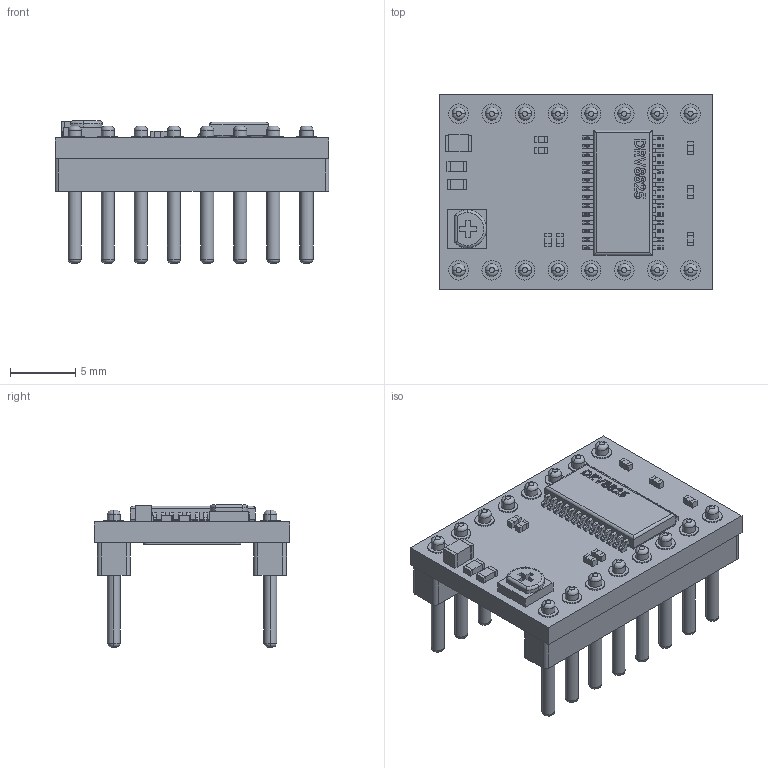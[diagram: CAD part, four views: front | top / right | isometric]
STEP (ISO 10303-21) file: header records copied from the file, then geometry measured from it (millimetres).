
FILE_DESCRIPTION (( 'STEP AP214' ), '1' );
FILE_NAME ('DRV 8825 With Headers Assem.STEP', '2018-10-21T18:50:06', ( '' ), ( '' ), 'SwSTEP 2.0', 'SolidWorks 2018', '' );
FILE_SCHEMA (( 'AUTOMOTIVE_DESIGN' ));
Length unit declared in the file: millimetre
Products named in the file (8): 8 pin Header; SMD Pot; 0603 Resistor; DRV 8825 With Headers Assem; DRV8825 IC; PCB; 0402 Resistor; 0805 Capacitor
Assembly tree (15 placements, depth 2):
  DRV 8825 With Headers Assem
    PCB
    SMD Pot
    0603 Resistor  x2
    0805 Capacitor
    0402 Resistor  x7
    DRV8825 IC
    8 pin Header  x2
Bounding box: 21 x 15 x 10.9 mm (x, y, z)
Volume: 922.1 mm3; surface area: 1939.1 mm2
Topology: 15 solids, 15 shells, 1130 faces, 2841 edges, 1850 vertices
Faces by surface type: plane 562, cylinder 446, torus 67, bspline 55
Entity records: 38106 total; most frequent: CARTESIAN_POINT 8388, DIRECTION 5010, ORIENTED_EDGE 4906, EDGE_CURVE 2453, AXIS2_PLACEMENT_3D 1776, VERTEX_POINT 1618, LINE 1458, VECTOR 1458
